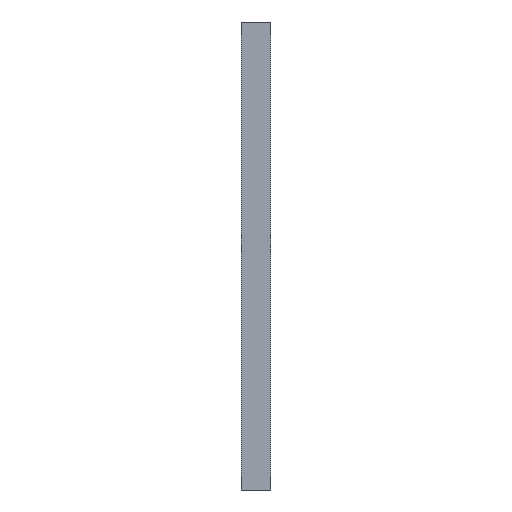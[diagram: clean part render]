
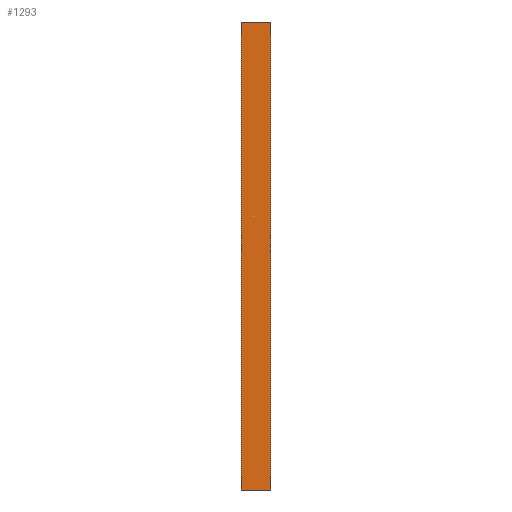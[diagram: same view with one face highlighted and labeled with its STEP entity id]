
A CAD part, left-side view. The second image highlights one B-rep face of the part: STEP entity #1293.
In plain terms, the highlighted planar face has unit normal (-1, 0, 0).
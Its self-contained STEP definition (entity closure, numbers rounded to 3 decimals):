
#277=FACE_OUTER_BOUND('',#348,.T.);
#348=EDGE_LOOP('',(#1093,#1094,#1095,#1096));
#451=LINE('',#2464,#529);
#452=LINE('',#2466,#530);
#453=LINE('',#2468,#531);
#454=LINE('',#2469,#532);
#529=VECTOR('',#1678,10.);
#530=VECTOR('',#1679,10.);
#531=VECTOR('',#1680,10.);
#532=VECTOR('',#1681,10.);
#657=VERTEX_POINT('',#2462);
#658=VERTEX_POINT('',#2463);
#659=VERTEX_POINT('',#2465);
#660=VERTEX_POINT('',#2467);
#839=EDGE_CURVE('',#657,#658,#451,.T.);
#840=EDGE_CURVE('',#657,#659,#452,.T.);
#841=EDGE_CURVE('',#660,#659,#453,.T.);
#842=EDGE_CURVE('',#658,#660,#454,.T.);
#1093=ORIENTED_EDGE('',*,*,#839,.F.);
#1094=ORIENTED_EDGE('',*,*,#840,.T.);
#1095=ORIENTED_EDGE('',*,*,#841,.F.);
#1096=ORIENTED_EDGE('',*,*,#842,.F.);
#1228=PLANE('',#1409);
#1293=ADVANCED_FACE('',(#277),#1228,.T.);
#1409=AXIS2_PLACEMENT_3D('',#2461,#1676,#1677);
#1676=DIRECTION('center_axis',(-1.,0.,0.));
#1677=DIRECTION('ref_axis',(0.,0.,1.));
#1678=DIRECTION('',(0.,0.,-1.));
#1679=DIRECTION('',(0.,1.,0.));
#1680=DIRECTION('',(0.,0.,1.));
#1681=DIRECTION('',(0.,1.,0.));
#2461=CARTESIAN_POINT('Origin',(-104.5,650.,10.5));
#2462=CARTESIAN_POINT('',(-104.5,650.,89.5));
#2463=CARTESIAN_POINT('',(-104.5,650.,10.5));
#2464=CARTESIAN_POINT('',(-104.5,650.,89.5));
#2465=CARTESIAN_POINT('',(-104.5,655.,89.5));
#2466=CARTESIAN_POINT('',(-104.5,650.,89.5));
#2467=CARTESIAN_POINT('',(-104.5,655.,10.5));
#2468=CARTESIAN_POINT('',(-104.5,655.,89.5));
#2469=CARTESIAN_POINT('',(-104.5,650.,10.5));
